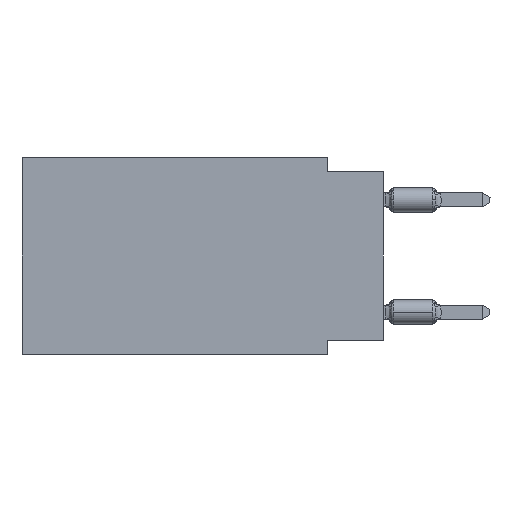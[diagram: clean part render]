
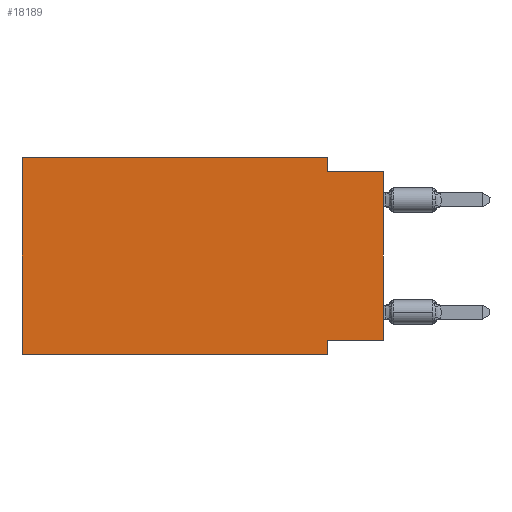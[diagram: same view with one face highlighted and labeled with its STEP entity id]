
A CAD part, left-side view. The second image highlights one B-rep face of the part: STEP entity #18189.
In plain terms, the highlighted planar face has unit normal (-1, 0, 0).
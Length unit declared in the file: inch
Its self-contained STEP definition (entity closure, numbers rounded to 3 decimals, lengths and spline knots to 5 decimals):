
#852 = EDGE_CURVE ( 'NONE', #49019, #5352, #48019, .T. ) ;
#1358 = LINE ( 'NONE', #1631, #50444 ) ;
#1546 = EDGE_CURVE ( 'NONE', #18862, #15038, #15466, .T. ) ;
#1631 = CARTESIAN_POINT ( 'NONE',  ( 0., 0., -0.325 ) ) ;
#3755 = LINE ( 'NONE', #16579, #25569 ) ;
#4132 = LINE ( 'NONE', #17791, #18630 ) ;
#5352 = VERTEX_POINT ( 'NONE', #40546 ) ;
#5921 = EDGE_CURVE ( 'NONE', #18862, #27297, #1358, .T. ) ;
#6125 = EDGE_CURVE ( 'NONE', #23846, #15038, #32662, .T. ) ;
#6178 = CARTESIAN_POINT ( 'NONE',  ( 0., 0., -0.025 ) ) ;
#7811 = ORIENTED_EDGE ( 'NONE', *, *, #33418, .F. ) ;
#11246 = VECTOR ( 'NONE', #52555, 39.37008 ) ;
#11405 = VECTOR ( 'NONE', #28376, 39.37008 ) ;
#11490 = DIRECTION ( 'NONE',  ( 0., 0., 1. ) ) ;
#11691 = CARTESIAN_POINT ( 'NONE',  ( 0., 0.645, -0.35 ) ) ;
#12468 = VECTOR ( 'NONE', #33036, 39.37008 ) ;
#14327 = ORIENTED_EDGE ( 'NONE', *, *, #5921, .F. ) ;
#15038 = VERTEX_POINT ( 'NONE', #46260 ) ;
#15387 = CARTESIAN_POINT ( 'NONE',  ( 0., 0.1, -0.35 ) ) ;
#15466 = LINE ( 'NONE', #20017, #15816 ) ;
#15604 = CARTESIAN_POINT ( 'NONE',  ( 0., 0., -0.325 ) ) ;
#15816 = VECTOR ( 'NONE', #11490, 39.37008 ) ;
#15942 = EDGE_LOOP ( 'NONE', ( #32215, #52196, #7811, #45222, #32995, #51755, #17701, #14327 ) ) ;
#16579 = CARTESIAN_POINT ( 'NONE',  ( 0., 0.645, 0. ) ) ;
#17019 = DIRECTION ( 'NONE',  ( 0., -1., 0. ) ) ;
#17701 = ORIENTED_EDGE ( 'NONE', *, *, #18468, .F. ) ;
#17791 = CARTESIAN_POINT ( 'NONE',  ( 0., 0.645, 0. ) ) ;
#18189 = ADVANCED_FACE ( 'NONE', ( #50734 ), #29100, .F. ) ;
#18468 = EDGE_CURVE ( 'NONE', #27297, #5352, #28757, .T. ) ;
#18630 = VECTOR ( 'NONE', #26043, 39.37008 ) ;
#18862 = VERTEX_POINT ( 'NONE', #15604 ) ;
#20017 = CARTESIAN_POINT ( 'NONE',  ( 0., 0., 0. ) ) ;
#20275 = VECTOR ( 'NONE', #17019, 39.37008 ) ;
#21131 = DIRECTION ( 'NONE',  ( 0., 0., 1. ) ) ;
#22369 = LINE ( 'NONE', #39730, #11246 ) ;
#23277 = DIRECTION ( 'NONE',  ( 0., 1., 0. ) ) ;
#23516 = CARTESIAN_POINT ( 'NONE',  ( 0., 0.645, 0. ) ) ;
#23846 = VERTEX_POINT ( 'NONE', #35816 ) ;
#24825 = DIRECTION ( 'NONE',  ( 1., 0., 0. ) ) ;
#25255 = CARTESIAN_POINT ( 'NONE',  ( 0., 0.645, -0.35 ) ) ;
#25569 = VECTOR ( 'NONE', #21131, 39.37008 ) ;
#26043 = DIRECTION ( 'NONE',  ( 0., -1., 0. ) ) ;
#27297 = VERTEX_POINT ( 'NONE', #28856 ) ;
#28376 = DIRECTION ( 'NONE',  ( 0., -1., 0. ) ) ;
#28757 = LINE ( 'NONE', #15387, #12468 ) ;
#28856 = CARTESIAN_POINT ( 'NONE',  ( 0., 0.1, -0.325 ) ) ;
#29100 = PLANE ( 'NONE',  #35229 ) ;
#31635 = CARTESIAN_POINT ( 'NONE',  ( 0., 0.1, 0. ) ) ;
#32215 = ORIENTED_EDGE ( 'NONE', *, *, #1546, .T. ) ;
#32662 = LINE ( 'NONE', #6178, #11405 ) ;
#32995 = ORIENTED_EDGE ( 'NONE', *, *, #47457, .F. ) ;
#33036 = DIRECTION ( 'NONE',  ( 0., 0., -1. ) ) ;
#33418 = EDGE_CURVE ( 'NONE', #48884, #23846, #22369, .T. ) ;
#35229 = AXIS2_PLACEMENT_3D ( 'NONE', #46453, #24825, #42180 ) ;
#35816 = CARTESIAN_POINT ( 'NONE',  ( 0., 0.1, -0.025 ) ) ;
#39730 = CARTESIAN_POINT ( 'NONE',  ( 0., 0.1, 0. ) ) ;
#40546 = CARTESIAN_POINT ( 'NONE',  ( 0., 0.1, -0.35 ) ) ;
#42180 = DIRECTION ( 'NONE',  ( 0., 0., -1. ) ) ;
#44389 = VERTEX_POINT ( 'NONE', #23516 ) ;
#44610 = EDGE_CURVE ( 'NONE', #44389, #48884, #4132, .T. ) ;
#45222 = ORIENTED_EDGE ( 'NONE', *, *, #44610, .F. ) ;
#46260 = CARTESIAN_POINT ( 'NONE',  ( 0., 0., -0.025 ) ) ;
#46453 = CARTESIAN_POINT ( 'NONE',  ( 0., 0.645, 0. ) ) ;
#47457 = EDGE_CURVE ( 'NONE', #49019, #44389, #3755, .T. ) ;
#48019 = LINE ( 'NONE', #25255, #20275 ) ;
#48884 = VERTEX_POINT ( 'NONE', #31635 ) ;
#49019 = VERTEX_POINT ( 'NONE', #11691 ) ;
#50444 = VECTOR ( 'NONE', #23277, 39.37008 ) ;
#50734 = FACE_OUTER_BOUND ( 'NONE', #15942, .T. ) ;
#51755 = ORIENTED_EDGE ( 'NONE', *, *, #852, .T. ) ;
#52196 = ORIENTED_EDGE ( 'NONE', *, *, #6125, .F. ) ;
#52555 = DIRECTION ( 'NONE',  ( 0., 0., -1. ) ) ;
